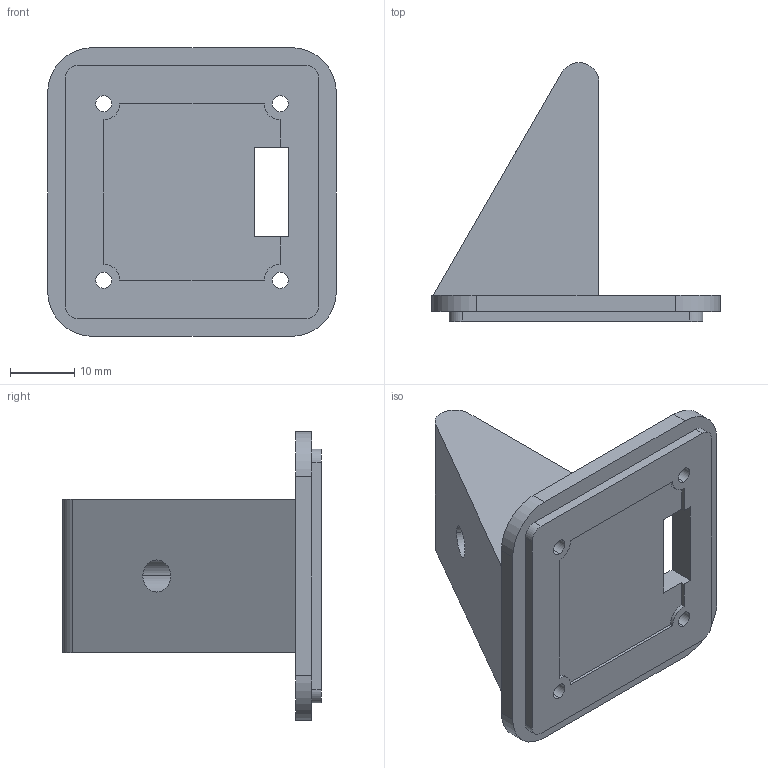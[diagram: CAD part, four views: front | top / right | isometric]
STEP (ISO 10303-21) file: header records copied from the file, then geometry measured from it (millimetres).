
FILE_DESCRIPTION (( 'STEP AP203' ), '1' );
FILE_NAME ('惆砉芛菁釱.STEP', '2024-04-17T05:25:44', ( '' ), ( '' ), 'SwSTEP 2.0', 'SolidWorks 2023', '' );
FILE_SCHEMA (( 'CONFIG_CONTROL_DESIGN' ));
Length unit declared in the file: millimetre
Products named in the file (1): 报像头底座
Bounding box: 45 x 40.32 x 45 mm (x, y, z)
Volume: 19390.4 mm3; surface area: 7454.4 mm2
Topology: 1 solids, 1 shells, 55 faces, 150 edges, 100 vertices
Faces by surface type: plane 32, cylinder 23
Entity records: 1851 total; most frequent: DIRECTION 308, CARTESIAN_POINT 306, ORIENTED_EDGE 300, EDGE_CURVE 150, LINE 104, VECTOR 104, AXIS2_PLACEMENT_3D 102, VERTEX_POINT 100
